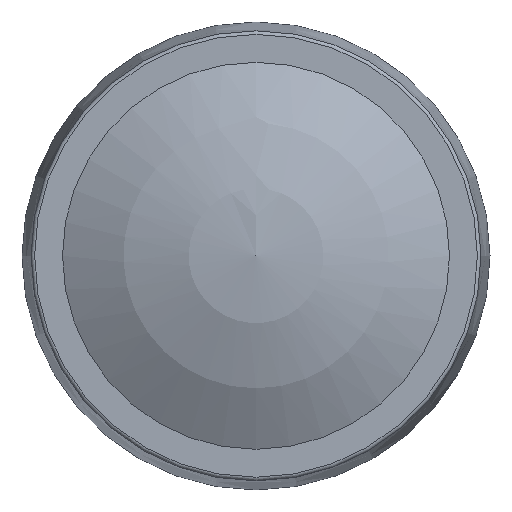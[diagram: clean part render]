
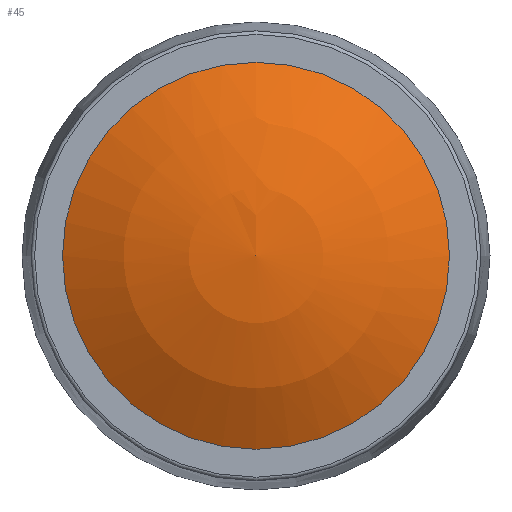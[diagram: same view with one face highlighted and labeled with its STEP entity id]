
A CAD part, top view. The second image highlights one B-rep face of the part: STEP entity #45.
In plain terms, the highlighted spherical face has radius 20.76 mm.
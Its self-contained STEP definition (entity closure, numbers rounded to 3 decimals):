
#45 = ADVANCED_FACE( '', ( #100 ), #101, .T. );
#100 = FACE_OUTER_BOUND( '', #174, .T. );
#101 = SPHERICAL_SURFACE( '', #175, 20.76 );
#174 = EDGE_LOOP( '', ( #246 ) );
#175 = AXIS2_PLACEMENT_3D( '', #247, #248, #249 );
#246 = ORIENTED_EDGE( '', *, *, #340, .T. );
#247 = CARTESIAN_POINT( '', ( 0., 0., -5.76 ) );
#248 = DIRECTION( '', ( 0., 0., 1. ) );
#249 = DIRECTION( '', ( 0., 1., 0. ) );
#340 = EDGE_CURVE( '', #377, #377, #378, .T. );
#377 = VERTEX_POINT( '', #426 );
#378 = CIRCLE( '', #427, 10.75 );
#426 = CARTESIAN_POINT( '', ( 10.75, 0., 12. ) );
#427 = AXIS2_PLACEMENT_3D( '', #476, #477, #478 );
#476 = CARTESIAN_POINT( '', ( 0., 0., 12. ) );
#477 = DIRECTION( '', ( 0., 0., 1. ) );
#478 = DIRECTION( '', ( 1., 0., 0. ) );
